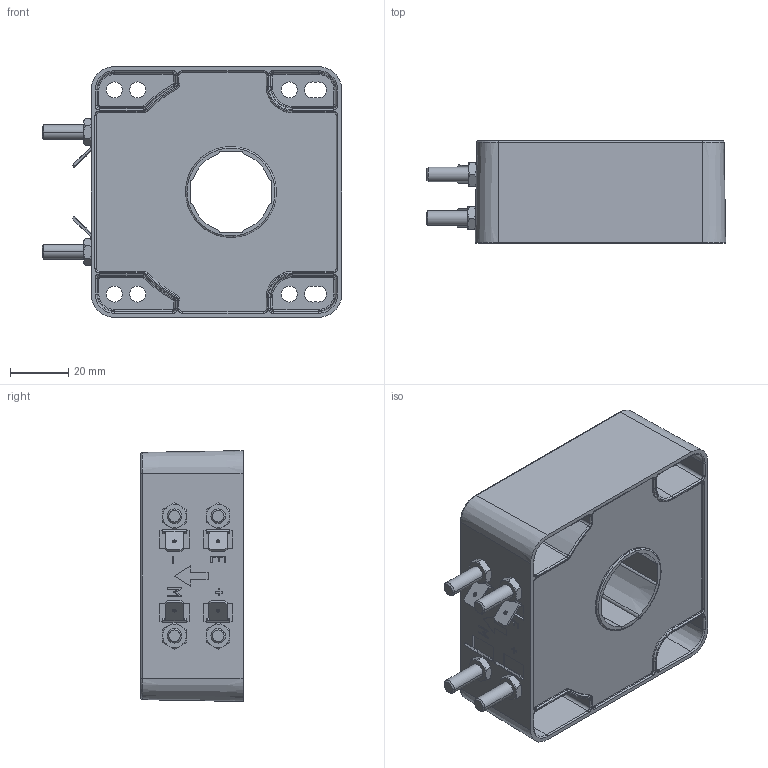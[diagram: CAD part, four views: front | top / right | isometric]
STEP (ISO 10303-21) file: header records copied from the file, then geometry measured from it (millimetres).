
FILE_DESCRIPTION(/* description */ (''),/* implementation_level */ '2;1');
FILE_NAME(/* name */ '100525552ugm000_d.stp',/* time_stamp */ '2015-10-21T15:51:33+02:00',/* author */ (''),/* organization */ (''),/* preprocessor_version */ 'ST-DEVELOPER v15',/* originating_system */ 'SIEMENS PLM Software NX 8.5',/* authorisation */ '');
FILE_SCHEMA (('AUTOMOTIVE_DESIGN { 1 0 10303 214 3 1 1 1 }'));
Length unit declared in the file: millimetre
Products named in the file (1): 100525552ugm000_d
Bounding box: 102.75 x 35 x 86 mm (x, y, z)
Volume: 191556.2 mm3; surface area: 38656.7 mm2
Topology: 1 solids, 7 shells, 838 faces, 2639 edges, 2394 vertices
Faces by surface type: plane 371, cylinder 207, cone 91, bspline 66, extrusion 54, torus 49
Full cylindrical faces by diameter (mm): 5.2 x4, 5.5 x6
Entity records: 34901 total; most frequent: CARTESIAN_POINT 10388, ORIENTED_EDGE 4172, DIRECTION 3987, EDGE_CURVE 2086, VECTOR 1547, LINE 1493, VERTEX_POINT 1327, AXIS2_PLACEMENT_3D 1220
